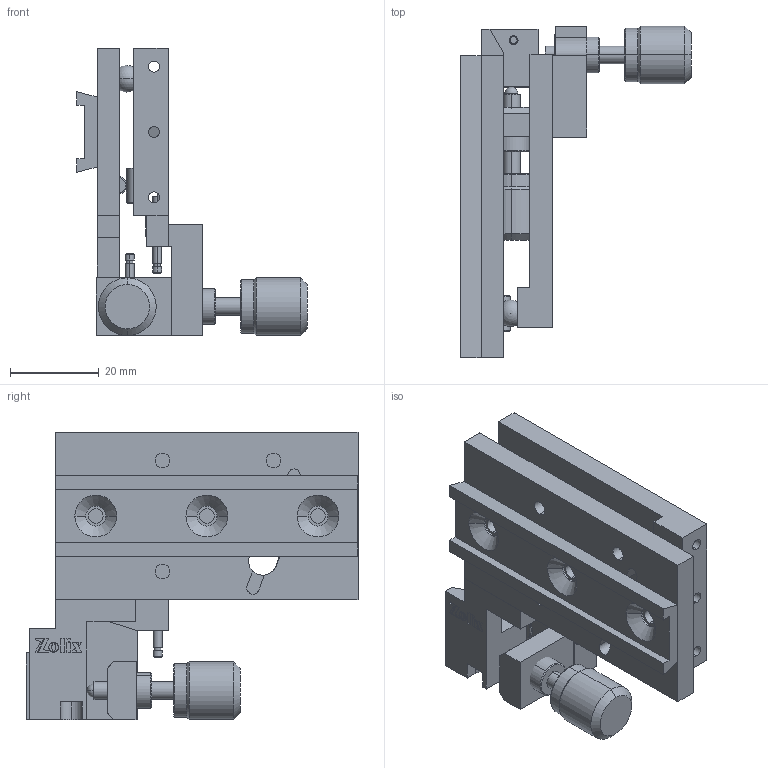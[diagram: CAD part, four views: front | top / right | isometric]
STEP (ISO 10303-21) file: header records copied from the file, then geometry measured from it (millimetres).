
FILE_DESCRIPTION (( 'STEP AP203' ), '1' );
FILE_NAME ('APFP-TL.step', '2019-05-08T07:00:09', ( '' ), ( '' ), 'SwSTEP 2.0', 'SolidWorks 2017', '' );
FILE_SCHEMA (( 'CONFIG_CONTROL_DESIGN' ));
Length unit declared in the file: millimetre
Products named in the file (1): APFP-TL
Bounding box: 51.9 x 74.7 x 64.6 mm (x, y, z)
Surface area: 22949.6 mm2 (no closed solid volume)
Topology: 0 solids, 18 shells, 281 faces, 986 edges, 714 vertices
Faces by surface type: plane 144, cylinder 96, cone 36, sphere 5
Entity records: 10675 total; most frequent: CARTESIAN_POINT 2028, DIRECTION 1811, ORIENTED_EDGE 1566, EDGE_CURVE 979, VERTEX_POINT 710, VECTOR 693, LINE 693, AXIS2_PLACEMENT_3D 559
